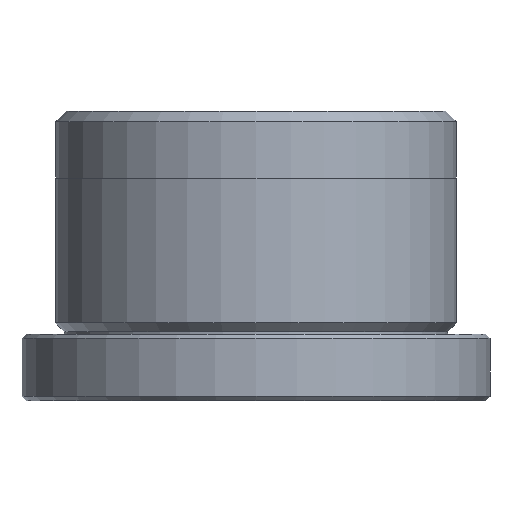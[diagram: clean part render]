
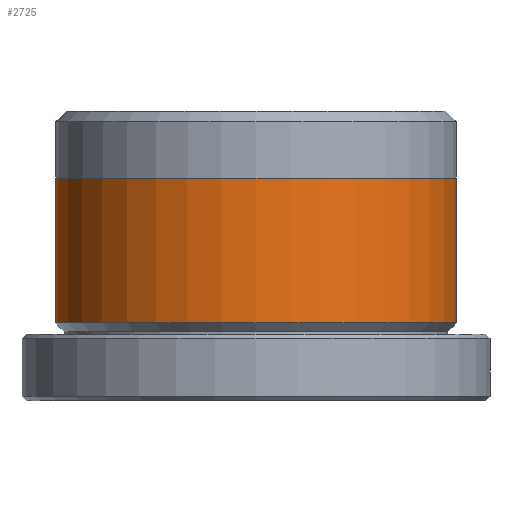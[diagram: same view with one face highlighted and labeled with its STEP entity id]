
A CAD part, front view. The second image highlights one B-rep face of the part: STEP entity #2725.
In plain terms, the highlighted cylindrical face has radius 9 mm (diameter 18 mm), a partial arc.
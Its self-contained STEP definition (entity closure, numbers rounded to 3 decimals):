
#179 = DIRECTION ( 'NONE',  ( -1., 0., 0. ) ) ;
#205 = DIRECTION ( 'NONE',  ( 0., 0., -1. ) ) ;
#335 = VERTEX_POINT ( 'NONE', #560 ) ;
#360 = VERTEX_POINT ( 'NONE', #537 ) ;
#537 = CARTESIAN_POINT ( 'NONE',  ( -9., 0., 10. ) ) ;
#560 = CARTESIAN_POINT ( 'NONE',  ( 9., 0., 10. ) ) ;
#680 = VECTOR ( 'NONE', #1187, 1000. ) ;
#706 = CARTESIAN_POINT ( 'NONE',  ( 0., 0., 10. ) ) ;
#747 = FACE_OUTER_BOUND ( 'NONE', #1131, .T. ) ;
#835 = CARTESIAN_POINT ( 'NONE',  ( -9., 0., 3.5 ) ) ;
#878 = CARTESIAN_POINT ( 'NONE',  ( 9., 0., 3.5 ) ) ;
#955 = DIRECTION ( 'NONE',  ( 1., 0., 0. ) ) ;
#976 = CARTESIAN_POINT ( 'NONE',  ( 0., 0., 13. ) ) ;
#1035 = VERTEX_POINT ( 'NONE', #835 ) ;
#1131 = EDGE_LOOP ( 'NONE', ( #2143, #2945, #2359, #2956 ) ) ;
#1187 = DIRECTION ( 'NONE',  ( 0., 0., -1. ) ) ;
#1225 = CARTESIAN_POINT ( 'NONE',  ( -9., 0., 13. ) ) ;
#1277 = AXIS2_PLACEMENT_3D ( 'NONE', #3082, #1695, #179 ) ;
#1518 = VERTEX_POINT ( 'NONE', #878 ) ;
#1647 = CIRCLE ( 'NONE', #1277, 9. ) ;
#1695 = DIRECTION ( 'NONE',  ( 0., 0., -1. ) ) ;
#1735 = EDGE_CURVE ( 'NONE', #360, #1035, #2727, .T. ) ;
#1739 = AXIS2_PLACEMENT_3D ( 'NONE', #706, #2391, #955 ) ;
#1890 = EDGE_CURVE ( 'NONE', #335, #1518, #2507, .T. ) ;
#1953 = EDGE_CURVE ( 'NONE', #360, #335, #2976, .T. ) ;
#2038 = VECTOR ( 'NONE', #205, 1000. ) ;
#2143 = ORIENTED_EDGE ( 'NONE', *, *, #1890, .F. ) ;
#2359 = ORIENTED_EDGE ( 'NONE', *, *, #1735, .T. ) ;
#2391 = DIRECTION ( 'NONE',  ( 0., 0., 1. ) ) ;
#2408 = DIRECTION ( 'NONE',  ( -1., 0., 0. ) ) ;
#2506 = CYLINDRICAL_SURFACE ( 'NONE', #3160, 9. ) ;
#2507 = LINE ( 'NONE', #3059, #680 ) ;
#2629 = EDGE_CURVE ( 'NONE', #1518, #1035, #1647, .T. ) ;
#2725 = ADVANCED_FACE ( 'NONE', ( #747 ), #2506, .T. ) ;
#2727 = LINE ( 'NONE', #1225, #2038 ) ;
#2876 = DIRECTION ( 'NONE',  ( 0., 0., -1. ) ) ;
#2945 = ORIENTED_EDGE ( 'NONE', *, *, #1953, .F. ) ;
#2956 = ORIENTED_EDGE ( 'NONE', *, *, #2629, .F. ) ;
#2976 = CIRCLE ( 'NONE', #1739, 9. ) ;
#3059 = CARTESIAN_POINT ( 'NONE',  ( 9., 0., 13. ) ) ;
#3082 = CARTESIAN_POINT ( 'NONE',  ( 0., 0., 3.5 ) ) ;
#3160 = AXIS2_PLACEMENT_3D ( 'NONE', #976, #2876, #2408 ) ;
